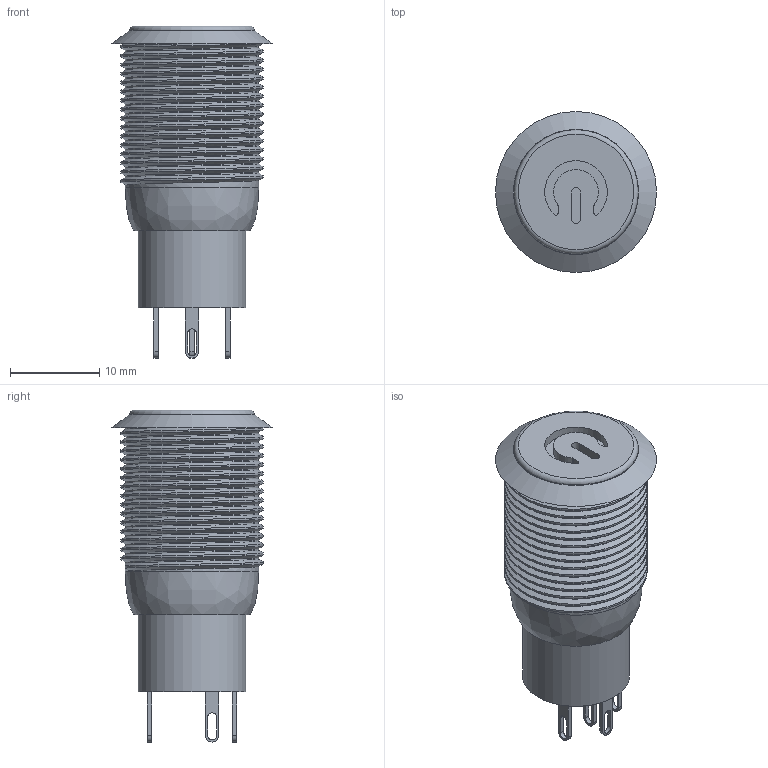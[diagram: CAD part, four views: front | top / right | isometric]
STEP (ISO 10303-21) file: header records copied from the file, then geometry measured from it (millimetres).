
FILE_DESCRIPTION(/* description */ (''),/* implementation_level */ '2;1');
FILE_NAME(/* name */ 'power_switch.step',/* time_stamp */ '2025-07-31T17:47:23+05:30',/* author */ (''),/* organization */ (''),/* preprocessor_version */ 'ST-DEVELOPER v20.1',/* originating_system */ 'Autodesk Translation Framework v14.10.0.0',/* authorisation */ '');
FILE_SCHEMA (('AUTOMOTIVE_DESIGN { 1 0 10303 214 3 1 1 }'));
Length unit declared in the file: millimetre
Products named in the file (1): 2025-07-31-17-47-22-748
Bounding box: 18 x 18 x 37.1 mm (x, y, z)
Volume: 1846.7 mm3; surface area: 3890.3 mm2
Topology: 1 solids, 2 shells, 125 faces, 321 edges, 213 vertices
Faces by surface type: cylinder 68, plane 47, bspline 6, cone 3, torus 1
Full cylindrical faces by diameter (mm): 10 x1, 11.9 x1, 12 x1, 12.891 x1, 13.9 x1, 14 x1, 14.891 x15, 15.97 x15
Entity records: 5870 total; most frequent: CARTESIAN_POINT 2896, ORIENTED_EDGE 642, DIRECTION 572, EDGE_CURVE 321, VERTEX_POINT 213, AXIS2_PLACEMENT_3D 207, LINE 158, VECTOR 158
